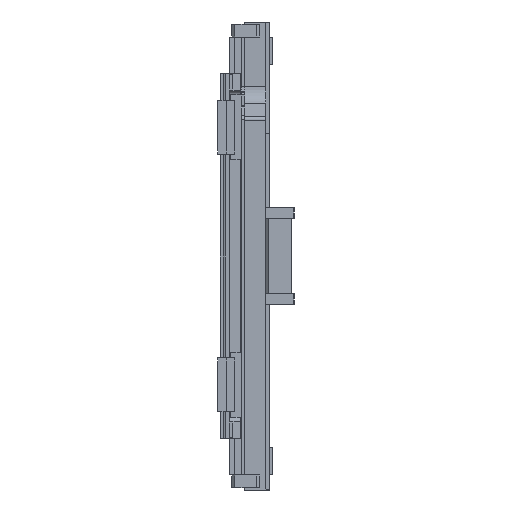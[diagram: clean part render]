
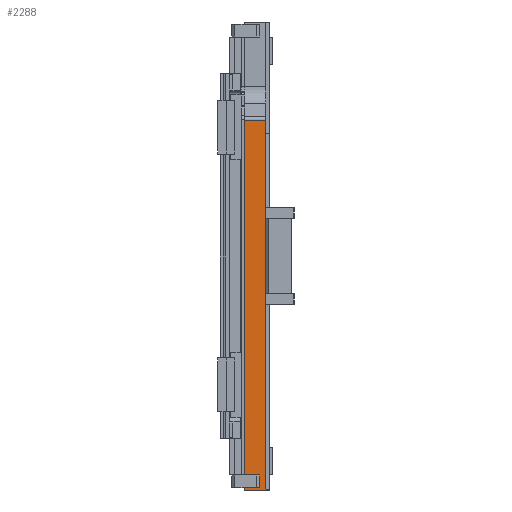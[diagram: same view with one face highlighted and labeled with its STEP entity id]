
A CAD part, front view. The second image highlights one B-rep face of the part: STEP entity #2288.
In plain terms, the highlighted planar face has unit normal (0, -1, 0).
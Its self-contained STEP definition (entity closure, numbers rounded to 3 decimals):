
#363 = ORIENTED_EDGE ( 'NONE', *, *, #8790, .T. ) ;
#370 = DIRECTION ( 'NONE',  ( -1., 0., 0. ) ) ;
#389 = VECTOR ( 'NONE', #6013, 1000. ) ;
#651 = EDGE_CURVE ( 'NONE', #6489, #1160, #8419, .T. ) ;
#776 = LINE ( 'NONE', #8118, #4320 ) ;
#818 = CARTESIAN_POINT ( 'NONE',  ( 0., -95., -1090. ) ) ;
#928 = CARTESIAN_POINT ( 'NONE',  ( 0., -95., -1090. ) ) ;
#1160 = VERTEX_POINT ( 'NONE', #3653 ) ;
#1415 = DIRECTION ( 'NONE',  ( 0., 0., -1. ) ) ;
#1586 = VERTEX_POINT ( 'NONE', #2053 ) ;
#1784 = ORIENTED_EDGE ( 'NONE', *, *, #651, .T. ) ;
#2053 = CARTESIAN_POINT ( 'NONE',  ( 100., -95., 633.453 ) ) ;
#2063 = LINE ( 'NONE', #6392, #5392 ) ;
#2288 = ADVANCED_FACE ( 'NONE', ( #3277 ), #6161, .F. ) ;
#2997 = EDGE_LOOP ( 'NONE', ( #8340, #363, #6315, #1784 ) ) ;
#3277 = FACE_OUTER_BOUND ( 'NONE', #2997, .T. ) ;
#3352 = EDGE_CURVE ( 'NONE', #1586, #1160, #2063, .T. ) ;
#3653 = CARTESIAN_POINT ( 'NONE',  ( 100., -95., -1090. ) ) ;
#3689 = AXIS2_PLACEMENT_3D ( 'NONE', #6903, #5432, #7674 ) ;
#4108 = EDGE_CURVE ( 'NONE', #4527, #6489, #776, .T. ) ;
#4320 = VECTOR ( 'NONE', #1415, 1000. ) ;
#4527 = VERTEX_POINT ( 'NONE', #9544 ) ;
#5392 = VECTOR ( 'NONE', #8632, 1000. ) ;
#5432 = DIRECTION ( 'NONE',  ( 0., 1., 0. ) ) ;
#5470 = VECTOR ( 'NONE', #370, 1000. ) ;
#6013 = DIRECTION ( 'NONE',  ( 1., 0., 0. ) ) ;
#6161 = PLANE ( 'NONE',  #3689 ) ;
#6312 = CARTESIAN_POINT ( 'NONE',  ( 0., -95., 633.453 ) ) ;
#6315 = ORIENTED_EDGE ( 'NONE', *, *, #4108, .T. ) ;
#6392 = CARTESIAN_POINT ( 'NONE',  ( 100., -95., 1090. ) ) ;
#6489 = VERTEX_POINT ( 'NONE', #818 ) ;
#6902 = LINE ( 'NONE', #6312, #5470 ) ;
#6903 = CARTESIAN_POINT ( 'NONE',  ( 0., -95., 1090. ) ) ;
#7674 = DIRECTION ( 'NONE',  ( 0., 0., 1. ) ) ;
#8118 = CARTESIAN_POINT ( 'NONE',  ( 0., -95., 1090. ) ) ;
#8340 = ORIENTED_EDGE ( 'NONE', *, *, #3352, .F. ) ;
#8419 = LINE ( 'NONE', #928, #389 ) ;
#8632 = DIRECTION ( 'NONE',  ( 0., 0., -1. ) ) ;
#8790 = EDGE_CURVE ( 'NONE', #1586, #4527, #6902, .T. ) ;
#9544 = CARTESIAN_POINT ( 'NONE',  ( 0., -95., 633.453 ) ) ;
